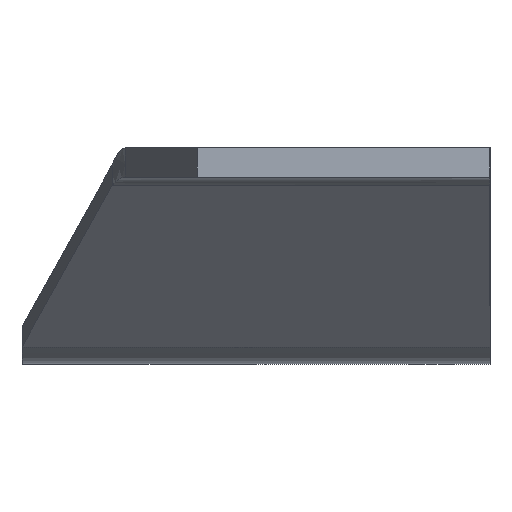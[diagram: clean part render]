
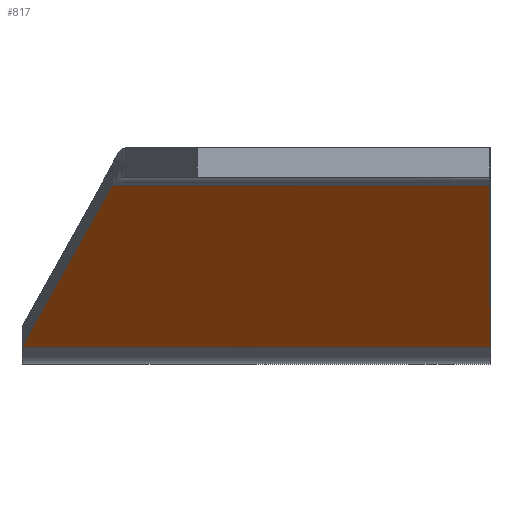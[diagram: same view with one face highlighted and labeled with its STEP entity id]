
A CAD part, left-side view. The second image highlights one B-rep face of the part: STEP entity #817.
In plain terms, the highlighted planar face has unit normal (-0.707, 0, -0.707).
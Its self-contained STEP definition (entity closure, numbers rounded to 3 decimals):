
#41=PLANE('',#883);
#71=FACE_OUTER_BOUND('',#119,.T.);
#119=EDGE_LOOP('',(#567,#568,#569,#570));
#179=LINE('',#1193,#261);
#180=LINE('',#1195,#262);
#181=LINE('',#1197,#263);
#182=LINE('',#1198,#264);
#261=VECTOR('',#967,10.);
#262=VECTOR('',#968,10.);
#263=VECTOR('',#969,10.);
#264=VECTOR('',#970,10.);
#373=VERTEX_POINT('',#1191);
#374=VERTEX_POINT('',#1192);
#375=VERTEX_POINT('',#1194);
#376=VERTEX_POINT('',#1196);
#445=EDGE_CURVE('',#373,#374,#179,.T.);
#446=EDGE_CURVE('',#374,#375,#180,.T.);
#447=EDGE_CURVE('',#376,#375,#181,.T.);
#448=EDGE_CURVE('',#376,#373,#182,.T.);
#567=ORIENTED_EDGE('',*,*,#445,.T.);
#568=ORIENTED_EDGE('',*,*,#446,.T.);
#569=ORIENTED_EDGE('',*,*,#447,.F.);
#570=ORIENTED_EDGE('',*,*,#448,.T.);
#817=ADVANCED_FACE('',(#71),#41,.F.);
#883=AXIS2_PLACEMENT_3D('',#1190,#965,#966);
#965=DIRECTION('center_axis',(0.707,0.,0.707));
#966=DIRECTION('ref_axis',(0.707,0.,-0.707));
#967=DIRECTION('',(0.,-1.,0.));
#968=DIRECTION('',(-0.707,0.,0.707));
#969=DIRECTION('',(0.,-1.,0.));
#970=DIRECTION('',(0.658,0.367,-0.658));
#1190=CARTESIAN_POINT('Origin',(32.938,31.745,39.603));
#1191=CARTESIAN_POINT('',(74.612,80.,-2.071));
#1192=CARTESIAN_POINT('',(74.612,0.,-2.071));
#1193=CARTESIAN_POINT('',(74.612,15.872,-2.071));
#1194=CARTESIAN_POINT('',(47.024,0.,25.517));
#1195=CARTESIAN_POINT('',(165.261,0.,-92.719));
#1196=CARTESIAN_POINT('',(47.024,64.605,25.517));
#1197=CARTESIAN_POINT('',(47.024,15.872,25.517));
#1198=CARTESIAN_POINT('',(74.612,80.,-2.071));
